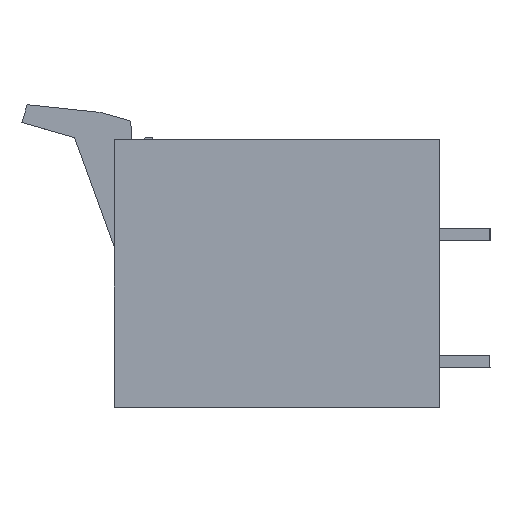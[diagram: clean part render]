
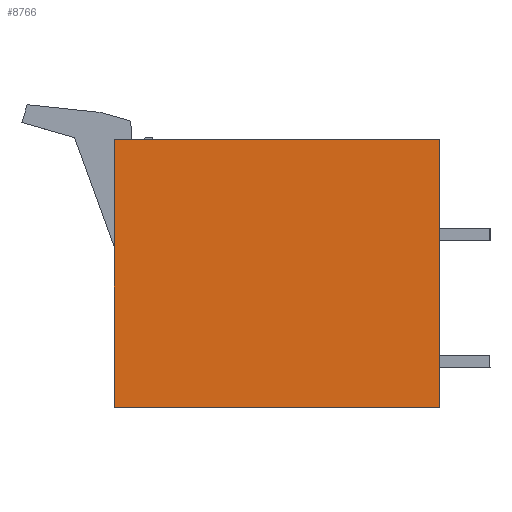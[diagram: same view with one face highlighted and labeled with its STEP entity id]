
A CAD part, left-side view. The second image highlights one B-rep face of the part: STEP entity #8766.
In plain terms, the highlighted planar face has unit normal (-1, 0, 0).
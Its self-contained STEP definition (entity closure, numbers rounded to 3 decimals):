
#8730=AXIS2_PLACEMENT_3D('Plane Axis2P3D',#8727,#8728,#8729) ;
#8727=CARTESIAN_POINT('Axis2P3D Location',(0.,0.,0.)) ;
#8732=CARTESIAN_POINT('Line Origine',(0.,21.065,26.45)) ;
#8736=CARTESIAN_POINT('Vertex',(0.,37.13,26.45)) ;
#8738=CARTESIAN_POINT('Vertex',(0.,5.,26.45)) ;
#8741=CARTESIAN_POINT('Line Origine',(0.,37.13,13.225)) ;
#8745=CARTESIAN_POINT('Vertex',(0.,37.13,0.)) ;
#8748=CARTESIAN_POINT('Line Origine',(0.,21.065,0.)) ;
#8752=CARTESIAN_POINT('Vertex',(0.,5.,0.)) ;
#8755=CARTESIAN_POINT('Line Origine',(0.,5.,13.225)) ;
#8728=DIRECTION('Axis2P3D Direction',(-1.,0.,0.)) ;
#8729=DIRECTION('Axis2P3D XDirection',(0.,0.,1.)) ;
#8733=DIRECTION('Vector Direction',(0.,1.,0.)) ;
#8742=DIRECTION('Vector Direction',(0.,0.,1.)) ;
#8749=DIRECTION('Vector Direction',(0.,1.,0.)) ;
#8756=DIRECTION('Vector Direction',(0.,0.,1.)) ;
#8734=VECTOR('Line Direction',#8733,1.) ;
#8743=VECTOR('Line Direction',#8742,1.) ;
#8750=VECTOR('Line Direction',#8749,1.) ;
#8757=VECTOR('Line Direction',#8756,1.) ;
#8761=ORIENTED_EDGE('',*,*,#8740,.F.) ;
#8762=ORIENTED_EDGE('',*,*,#8747,.F.) ;
#8763=ORIENTED_EDGE('',*,*,#8754,.F.) ;
#8764=ORIENTED_EDGE('',*,*,#8759,.F.) ;
#8766=ADVANCED_FACE('HOUSING',(#8765),#8731,.T.) ;
#8740=EDGE_CURVE('',#8737,#8739,#8735,.F.) ;
#8747=EDGE_CURVE('',#8746,#8737,#8744,.T.) ;
#8754=EDGE_CURVE('',#8753,#8746,#8751,.T.) ;
#8759=EDGE_CURVE('',#8739,#8753,#8758,.F.) ;
#8760=EDGE_LOOP('',(#8761,#8762,#8763,#8764)) ;
#8765=FACE_OUTER_BOUND('',#8760,.T.) ;
#8735=LINE('Line',#8732,#8734) ;
#8744=LINE('Line',#8741,#8743) ;
#8751=LINE('Line',#8748,#8750) ;
#8758=LINE('Line',#8755,#8757) ;
#8731=PLANE('',#8730) ;
#8737=VERTEX_POINT('',#8736) ;
#8739=VERTEX_POINT('',#8738) ;
#8746=VERTEX_POINT('',#8745) ;
#8753=VERTEX_POINT('',#8752) ;
